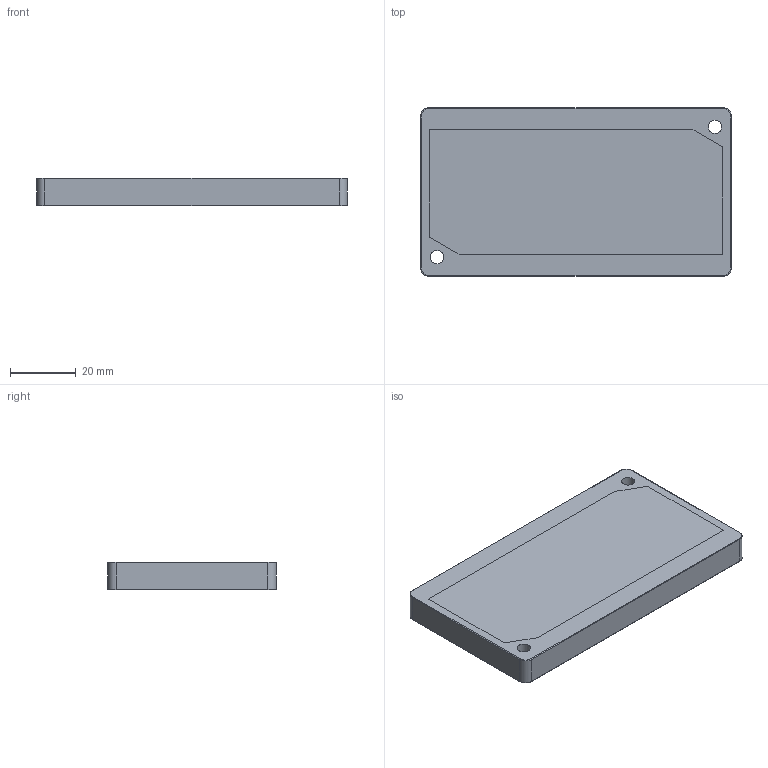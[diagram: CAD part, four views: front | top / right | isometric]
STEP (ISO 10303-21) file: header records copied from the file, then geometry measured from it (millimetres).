
FILE_DESCRIPTION (( 'STEP AP214' ), '1' );
FILE_NAME ('G753-70.STEP', '2025-08-22T11:12:23', ( '' ), ( '' ), 'SwSTEP 2.0', 'SolidWorks 2017', '' );
FILE_SCHEMA (( 'AUTOMOTIVE_DESIGN' ));
Length unit declared in the file: millimetre
Products named in the file (1): G753-70
Bounding box: 94.7 x 51.3 x 8.5 mm (x, y, z)
Volume: 37686.4 mm3; surface area: 12513.2 mm2
Topology: 1 solids, 1 shells, 42 faces, 98 edges, 60 vertices
Faces by surface type: plane 20, cylinder 14, torus 8
Full cylindrical faces by diameter (mm): 4.05 x2
Entity records: 1233 total; most frequent: DIRECTION 218, CARTESIAN_POINT 199, ORIENTED_EDGE 192, EDGE_CURVE 96, AXIS2_PLACEMENT_3D 79, VERTEX_POINT 60, LINE 60, VECTOR 60
